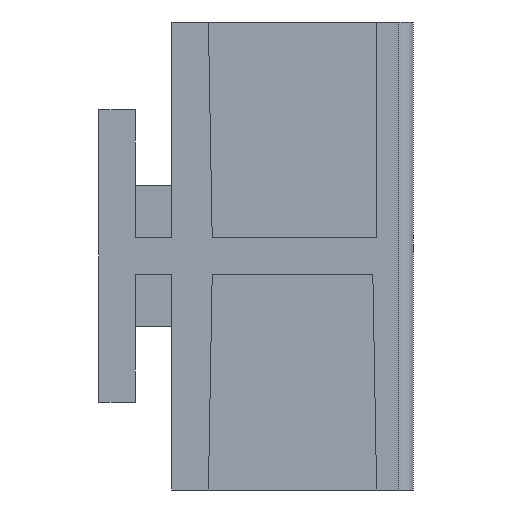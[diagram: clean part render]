
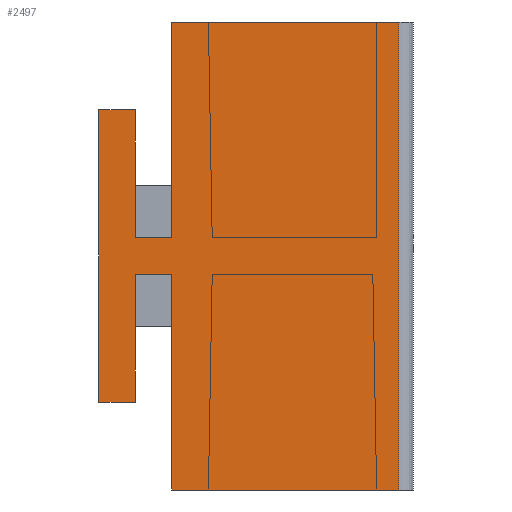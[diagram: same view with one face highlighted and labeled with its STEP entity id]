
A CAD part, front view. The second image highlights one B-rep face of the part: STEP entity #2497.
In plain terms, the highlighted planar face has unit normal (0, -1, 0).
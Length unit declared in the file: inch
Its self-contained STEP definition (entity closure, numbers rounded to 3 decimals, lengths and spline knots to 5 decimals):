
#2420=AXIS2_PLACEMENT_3D('Plane Axis2P3D',#2417,#2418,#2419) ;
#763=CARTESIAN_POINT('Vertex',(0.,0.,0.078)) ;
#766=CARTESIAN_POINT('Line Origine',(0.,0.,0.539)) ;
#770=CARTESIAN_POINT('Vertex',(0.,0.,1.)) ;
#918=CARTESIAN_POINT('Vertex',(-0.156,0.,0.625)) ;
#921=CARTESIAN_POINT('Line Origine',(-0.156,0.,0.3515)) ;
#925=CARTESIAN_POINT('Vertex',(-0.156,0.,0.078)) ;
#1470=CARTESIAN_POINT('Line Origine',(-0.078,0.,0.078)) ;
#2417=CARTESIAN_POINT('Axis2P3D Location',(0.,0.,0.)) ;
#2422=CARTESIAN_POINT('Line Origine',(0.96875,0.,0.)) ;
#2426=CARTESIAN_POINT('Vertex',(0.96875,0.,-1.)) ;
#2428=CARTESIAN_POINT('Vertex',(0.96875,0.,1.)) ;
#2431=CARTESIAN_POINT('Line Origine',(0.48438,0.,1.)) ;
#2436=CARTESIAN_POINT('Line Origine',(-0.234,0.,0.625)) ;
#2440=CARTESIAN_POINT('Vertex',(-0.312,0.,0.625)) ;
#2443=CARTESIAN_POINT('Line Origine',(-0.312,0.,0.)) ;
#2447=CARTESIAN_POINT('Vertex',(-0.312,0.,-0.625)) ;
#2450=CARTESIAN_POINT('Line Origine',(-0.234,0.,-0.625)) ;
#2454=CARTESIAN_POINT('Vertex',(-0.156,0.,-0.625)) ;
#2457=CARTESIAN_POINT('Line Origine',(-0.156,0.,-0.3515)) ;
#2461=CARTESIAN_POINT('Vertex',(-0.156,0.,-0.078)) ;
#2464=CARTESIAN_POINT('Line Origine',(-0.078,0.,-0.078)) ;
#2468=CARTESIAN_POINT('Vertex',(0.,0.,-0.078)) ;
#2471=CARTESIAN_POINT('Line Origine',(0.,0.,-0.539)) ;
#2475=CARTESIAN_POINT('Vertex',(0.,0.,-1.)) ;
#2478=CARTESIAN_POINT('Line Origine',(0.48438,0.,-1.)) ;
#767=DIRECTION('Vector Direction',(0.,0.,-1.)) ;
#922=DIRECTION('Vector Direction',(0.,0.,1.)) ;
#1471=DIRECTION('Vector Direction',(-1.,0.,0.)) ;
#2418=DIRECTION('Axis2P3D Direction',(0.,1.,0.)) ;
#2419=DIRECTION('Axis2P3D XDirection',(0.,0.,1.)) ;
#2423=DIRECTION('Vector Direction',(0.,0.,1.)) ;
#2432=DIRECTION('Vector Direction',(1.,0.,0.)) ;
#2437=DIRECTION('Vector Direction',(-1.,0.,0.)) ;
#2444=DIRECTION('Vector Direction',(0.,0.,-1.)) ;
#2451=DIRECTION('Vector Direction',(1.,0.,0.)) ;
#2458=DIRECTION('Vector Direction',(0.,0.,1.)) ;
#2465=DIRECTION('Vector Direction',(1.,0.,0.)) ;
#2472=DIRECTION('Vector Direction',(0.,0.,-1.)) ;
#2479=DIRECTION('Vector Direction',(-1.,0.,0.)) ;
#768=VECTOR('Line Direction',#767,0.03937) ;
#923=VECTOR('Line Direction',#922,0.03937) ;
#1472=VECTOR('Line Direction',#1471,0.03937) ;
#2424=VECTOR('Line Direction',#2423,0.03937) ;
#2433=VECTOR('Line Direction',#2432,0.03937) ;
#2438=VECTOR('Line Direction',#2437,0.03937) ;
#2445=VECTOR('Line Direction',#2444,0.03937) ;
#2452=VECTOR('Line Direction',#2451,0.03937) ;
#2459=VECTOR('Line Direction',#2458,0.03937) ;
#2466=VECTOR('Line Direction',#2465,0.03937) ;
#2473=VECTOR('Line Direction',#2472,0.03937) ;
#2480=VECTOR('Line Direction',#2479,0.03937) ;
#2484=ORIENTED_EDGE('',*,*,#2430,.T.) ;
#2485=ORIENTED_EDGE('',*,*,#2435,.T.) ;
#2486=ORIENTED_EDGE('',*,*,#772,.T.) ;
#2487=ORIENTED_EDGE('',*,*,#1474,.T.) ;
#2488=ORIENTED_EDGE('',*,*,#927,.T.) ;
#2489=ORIENTED_EDGE('',*,*,#2442,.T.) ;
#2490=ORIENTED_EDGE('',*,*,#2449,.T.) ;
#2491=ORIENTED_EDGE('',*,*,#2456,.T.) ;
#2492=ORIENTED_EDGE('',*,*,#2463,.T.) ;
#2493=ORIENTED_EDGE('',*,*,#2470,.T.) ;
#2494=ORIENTED_EDGE('',*,*,#2477,.T.) ;
#2495=ORIENTED_EDGE('',*,*,#2482,.T.) ;
#2497=ADVANCED_FACE('MASTER MODEL',(#2496),#2421,.F.) ;
#772=EDGE_CURVE('',#771,#764,#769,.T.) ;
#927=EDGE_CURVE('',#926,#919,#924,.T.) ;
#1474=EDGE_CURVE('',#764,#926,#1473,.T.) ;
#2430=EDGE_CURVE('',#2427,#2429,#2425,.T.) ;
#2435=EDGE_CURVE('',#2429,#771,#2434,.F.) ;
#2442=EDGE_CURVE('',#919,#2441,#2439,.T.) ;
#2449=EDGE_CURVE('',#2441,#2448,#2446,.T.) ;
#2456=EDGE_CURVE('',#2448,#2455,#2453,.T.) ;
#2463=EDGE_CURVE('',#2455,#2462,#2460,.T.) ;
#2470=EDGE_CURVE('',#2462,#2469,#2467,.T.) ;
#2477=EDGE_CURVE('',#2469,#2476,#2474,.T.) ;
#2482=EDGE_CURVE('',#2476,#2427,#2481,.F.) ;
#2483=EDGE_LOOP('',(#2484,#2485,#2486,#2487,#2488,#2489,#2490,#2491,#2492,#2493,#2494,#2495)) ;
#2496=FACE_OUTER_BOUND('',#2483,.T.) ;
#769=LINE('Line',#766,#768) ;
#924=LINE('Line',#921,#923) ;
#1473=LINE('Line',#1470,#1472) ;
#2425=LINE('Line',#2422,#2424) ;
#2434=LINE('Line',#2431,#2433) ;
#2439=LINE('Line',#2436,#2438) ;
#2446=LINE('Line',#2443,#2445) ;
#2453=LINE('Line',#2450,#2452) ;
#2460=LINE('Line',#2457,#2459) ;
#2467=LINE('Line',#2464,#2466) ;
#2474=LINE('Line',#2471,#2473) ;
#2481=LINE('Line',#2478,#2480) ;
#2421=PLANE('',#2420) ;
#764=VERTEX_POINT('',#763) ;
#771=VERTEX_POINT('',#770) ;
#919=VERTEX_POINT('',#918) ;
#926=VERTEX_POINT('',#925) ;
#2427=VERTEX_POINT('',#2426) ;
#2429=VERTEX_POINT('',#2428) ;
#2441=VERTEX_POINT('',#2440) ;
#2448=VERTEX_POINT('',#2447) ;
#2455=VERTEX_POINT('',#2454) ;
#2462=VERTEX_POINT('',#2461) ;
#2469=VERTEX_POINT('',#2468) ;
#2476=VERTEX_POINT('',#2475) ;
